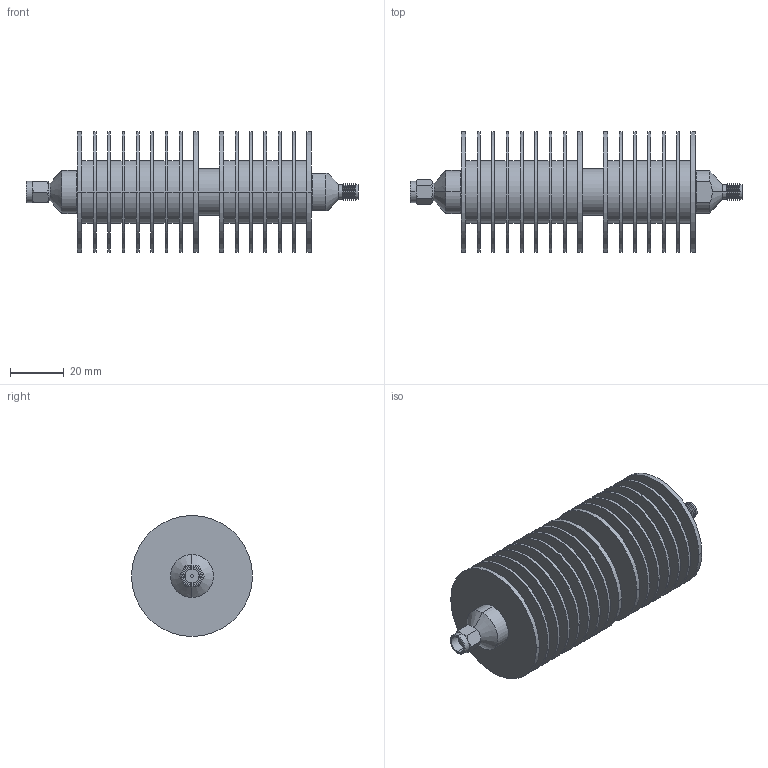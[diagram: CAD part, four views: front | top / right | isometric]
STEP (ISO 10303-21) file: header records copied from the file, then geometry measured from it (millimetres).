
FILE_DESCRIPTION (( 'STEP AP214' ), '1' );
FILE_NAME ('FMAT7603-40_3D.step', '2023-12-06T16:04:41', ( '' ), ( '' ), 'SwSTEP 2.0', 'SolidWorks 2022', '' );
FILE_SCHEMA (( 'AUTOMOTIVE_DESIGN' ));
Length unit declared in the file: inch
Products named in the file (6): SMA PART_PE7603; SMA FEMALE_PE7610_MA1; ASF-1708-MA2; DTS50GH_default; SMA FEMALE_ PE7610; FMAT7603-40_3D
Assembly tree (5 placements, depth 3):
  FMAT7603-40_3D
    DTS50GH_default
    SMA FEMALE_ PE7610
      SMA FEMALE_PE7610_MA1
      ASF-1708-MA2
    SMA PART_PE7603
Bounding box: 123.5 x 45 x 45 mm (x, y, z)
Volume: 61095.6 mm3; surface area: 49021.9 mm2
Topology: 5 solids, 5 shells, 275 faces, 578 edges, 352 vertices
Faces by surface type: cylinder 116, cone 80, plane 79
Entity records: 7984 total; most frequent: CARTESIAN_POINT 1574, DIRECTION 1394, ORIENTED_EDGE 1148, AXIS2_PLACEMENT_3D 596, EDGE_CURVE 574, VERTEX_POINT 352, EDGE_LOOP 326, CIRCLE 312
